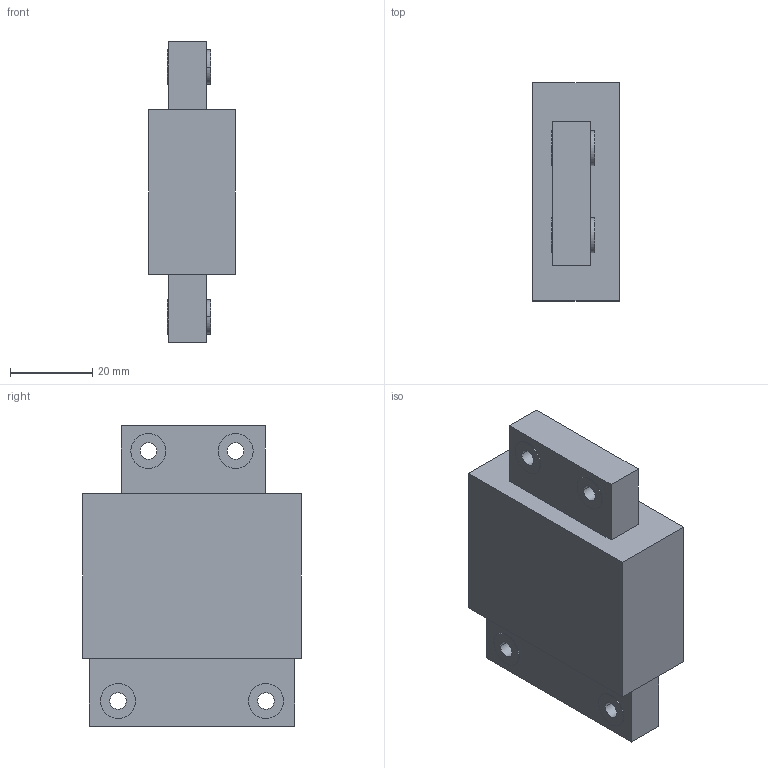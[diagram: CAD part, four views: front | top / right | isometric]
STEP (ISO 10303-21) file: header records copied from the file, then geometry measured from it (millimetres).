
FILE_DESCRIPTION (( 'STEP AP214' ), '1' );
FILE_NAME ('NPT-001.STEP', '2019-03-07T04:52:20', ( '' ), ( '' ), 'SwSTEP 2.0', 'SolidWorks 2018', '' );
FILE_SCHEMA (( 'AUTOMOTIVE_DESIGN' ));
Length unit declared in the file: millimetre
Products named in the file (1): NPT-001
Bounding box: 21 x 53 x 73 mm (x, y, z)
Volume: 57307.8 mm3; surface area: 12120.2 mm2
Topology: 1 solids, 1 shells, 48 faces, 108 edges, 72 vertices
Faces by surface type: cylinder 24, plane 24
Entity records: 1410 total; most frequent: DIRECTION 254, CARTESIAN_POINT 229, ORIENTED_EDGE 216, EDGE_CURVE 108, AXIS2_PLACEMENT_3D 97, VERTEX_POINT 72, EDGE_LOOP 66, LINE 60
